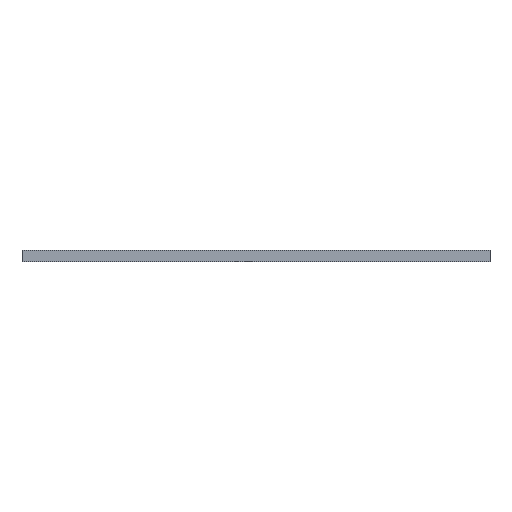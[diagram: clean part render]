
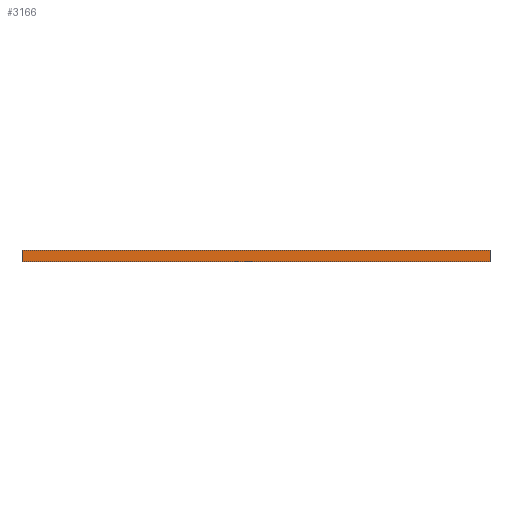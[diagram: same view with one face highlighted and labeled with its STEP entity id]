
A CAD part, top view. The second image highlights one B-rep face of the part: STEP entity #3166.
In plain terms, the highlighted planar face has unit normal (0, 0, 1).
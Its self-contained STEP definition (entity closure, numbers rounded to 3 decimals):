
#159 = LINE ( 'NONE', #1826, #2590 ) ;
#241 = ORIENTED_EDGE ( 'NONE', *, *, #300, .T. ) ;
#300 = EDGE_CURVE ( 'NONE', #3193, #1391, #159, .T. ) ;
#377 = EDGE_CURVE ( 'NONE', #1235, #5091, #912, .T. ) ;
#396 = VECTOR ( 'NONE', #2904, 1000. ) ;
#480 = EDGE_CURVE ( 'NONE', #1235, #3193, #2684, .T. ) ;
#559 = CARTESIAN_POINT ( 'NONE',  ( 0., 127., 29.975 ) ) ;
#876 = DIRECTION ( 'NONE',  ( 0., 0., -1. ) ) ;
#912 = LINE ( 'NONE', #4082, #396 ) ;
#1098 = CARTESIAN_POINT ( 'NONE',  ( 5000., 127., 29.975 ) ) ;
#1210 = CARTESIAN_POINT ( 'NONE',  ( 0., 0., 29.975 ) ) ;
#1222 = CARTESIAN_POINT ( 'NONE',  ( 5000., 127., 29.975 ) ) ;
#1235 = VERTEX_POINT ( 'NONE', #1222 ) ;
#1268 = EDGE_CURVE ( 'NONE', #5091, #1391, #3228, .T. ) ;
#1391 = VERTEX_POINT ( 'NONE', #1210 ) ;
#1433 = DIRECTION ( 'NONE',  ( 0., -1., 0. ) ) ;
#1645 = CARTESIAN_POINT ( 'NONE',  ( 5000., 0., 29.975 ) ) ;
#1736 = ORIENTED_EDGE ( 'NONE', *, *, #1268, .F. ) ;
#1826 = CARTESIAN_POINT ( 'NONE',  ( 0., 0., 29.975 ) ) ;
#2313 = ORIENTED_EDGE ( 'NONE', *, *, #480, .T. ) ;
#2564 = PLANE ( 'NONE',  #5217 ) ;
#2590 = VECTOR ( 'NONE', #1433, 1000. ) ;
#2684 = LINE ( 'NONE', #1098, #2756 ) ;
#2756 = VECTOR ( 'NONE', #3387, 1000. ) ;
#2904 = DIRECTION ( 'NONE',  ( 0., -1., 0. ) ) ;
#2922 = FACE_OUTER_BOUND ( 'NONE', #4326, .T. ) ;
#2950 = DIRECTION ( 'NONE',  ( -1., 0., 0. ) ) ;
#3166 = ADVANCED_FACE ( 'NONE', ( #2922 ), #2564, .F. ) ;
#3193 = VERTEX_POINT ( 'NONE', #559 ) ;
#3228 = LINE ( 'NONE', #1645, #4622 ) ;
#3387 = DIRECTION ( 'NONE',  ( -1., 0., 0. ) ) ;
#3697 = CARTESIAN_POINT ( 'NONE',  ( 5000., 0., 29.975 ) ) ;
#4050 = DIRECTION ( 'NONE',  ( -1., 0., 0. ) ) ;
#4082 = CARTESIAN_POINT ( 'NONE',  ( 5000., 0., 29.975 ) ) ;
#4147 = CARTESIAN_POINT ( 'NONE',  ( 5000., 0., 29.975 ) ) ;
#4326 = EDGE_LOOP ( 'NONE', ( #241, #1736, #5109, #2313 ) ) ;
#4622 = VECTOR ( 'NONE', #4050, 1000. ) ;
#5091 = VERTEX_POINT ( 'NONE', #3697 ) ;
#5109 = ORIENTED_EDGE ( 'NONE', *, *, #377, .F. ) ;
#5217 = AXIS2_PLACEMENT_3D ( 'NONE', #4147, #876, #2950 ) ;
